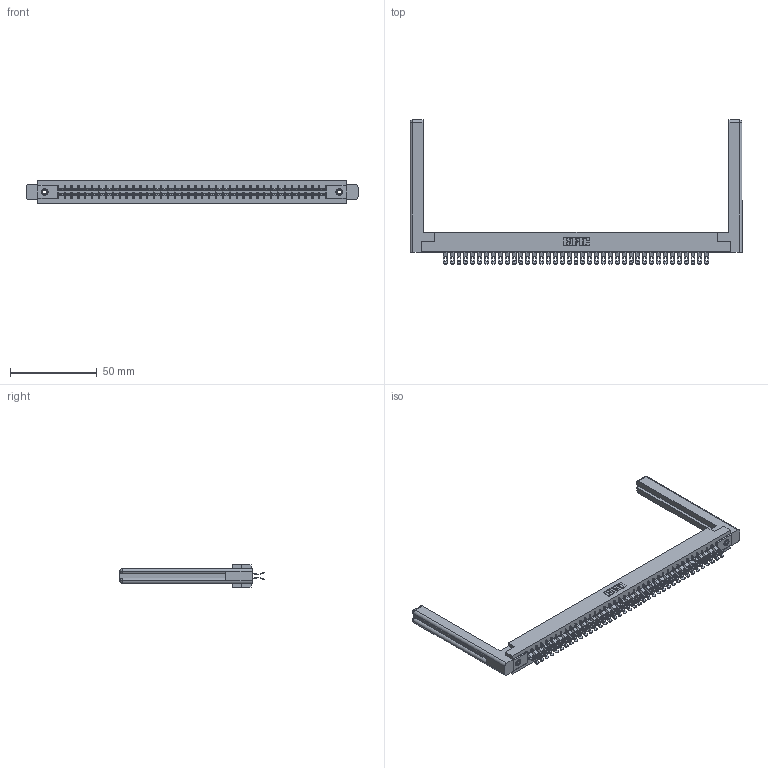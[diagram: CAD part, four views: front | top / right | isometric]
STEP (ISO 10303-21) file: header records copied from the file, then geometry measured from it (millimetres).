
FILE_DESCRIPTION (( 'STEP AP203' ), '1' );
FILE_NAME ('355-078-555-258.STEP', '2019-09-13T14:03:10', ( '' ), ( '' ), 'SwSTEP 2.0', 'SolidWorks 2016', '' );
FILE_SCHEMA (( 'CONFIG_CONTROL_DESIGN' ));
Length unit declared in the file: inch
Products named in the file (5): 345-250-001_345-250-001-102; 355-078-555-258; 307-220-058; 305-290-001_555; 305 Part_.156 Dia
Assembly tree (83 placements, depth 2):
  355-078-555-258
    305 Part_.156 Dia
    305-290-001_555  x78
    345-250-001_345-250-001-102  x2
    307-220-058  x2
Bounding box: 191.16 x 83.06 x 12.7 mm (x, y, z)
Volume: 27305.7 mm3; surface area: 31904.2 mm2
Topology: 83 solids, 83 shells, 5406 faces, 16075 edges, 10494 vertices
Faces by surface type: plane 2648, cylinder 2578, sphere 156, cone 12, torus 12
Entity records: 45849 total; most frequent: CARTESIAN_POINT 7620, ORIENTED_EDGE 7496, DIRECTION 7330, EDGE_CURVE 3748, LINE 2998, VECTOR 2998, VERTEX_POINT 2386, AXIS2_PLACEMENT_3D 2166
